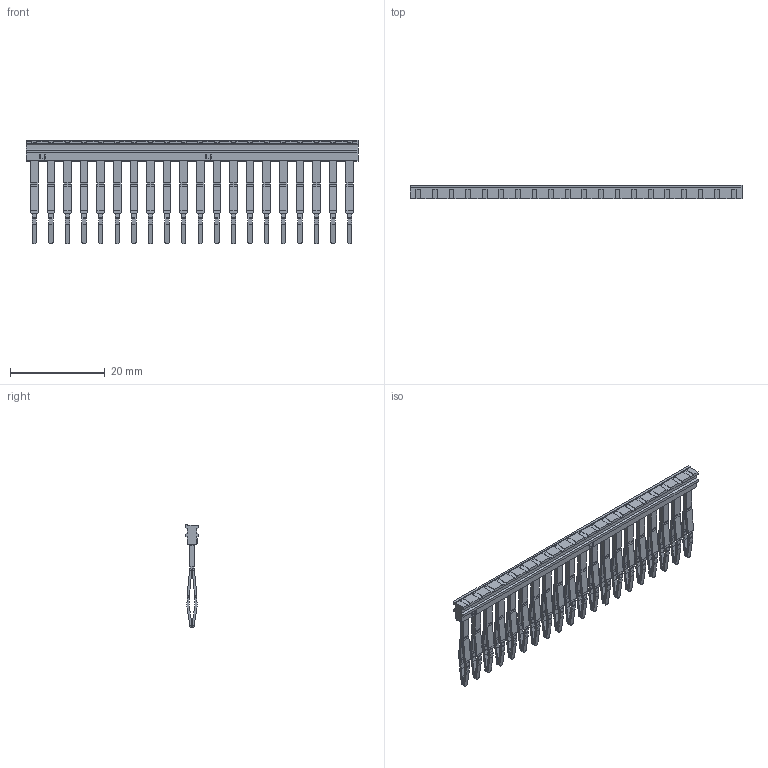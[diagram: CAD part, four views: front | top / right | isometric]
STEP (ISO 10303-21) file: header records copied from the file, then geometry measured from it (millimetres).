
FILE_DESCRIPTION(('CATIA V5R20 STEP214','CAx-IF Rec.Pracs.--- Model Styling and Organization---1.2---2011-12-15'),'2;1');
FILE_NAME ('8496643_2', '2015-12-02T15:35:14+00:00', ('Weidmueller Interface'), ('Weidmueller'), 'CATIA Version 5-6 Release 2014 SP4', 'CATIA V5 STEP AP214', 'none');
FILE_SCHEMA(('AUTOMOTIVE_DESIGN { 1 0 10303 214 1 1 1 1 }'));
Length unit declared in the file: millimetre
Products named in the file (1): 1985700000_ZQV_1-5N_20_BL
Bounding box: 70 x 2.8 x 21.9 mm (x, y, z)
Volume: 1130.6 mm3; surface area: 3475.9 mm2
Topology: 2 solids, 2 shells, 1710 faces, 4420 edges, 2720 vertices
Faces by surface type: plane 1310, cylinder 320, bspline 80
Entity records: 46598 total; most frequent: CARTESIAN_POINT 10211, ORIENTED_EDGE 8840, DIRECTION 5360, EDGE_CURVE 4420, VECTOR 3220, LINE 3220, VERTEX_POINT 2720, EDGE_LOOP 1716
